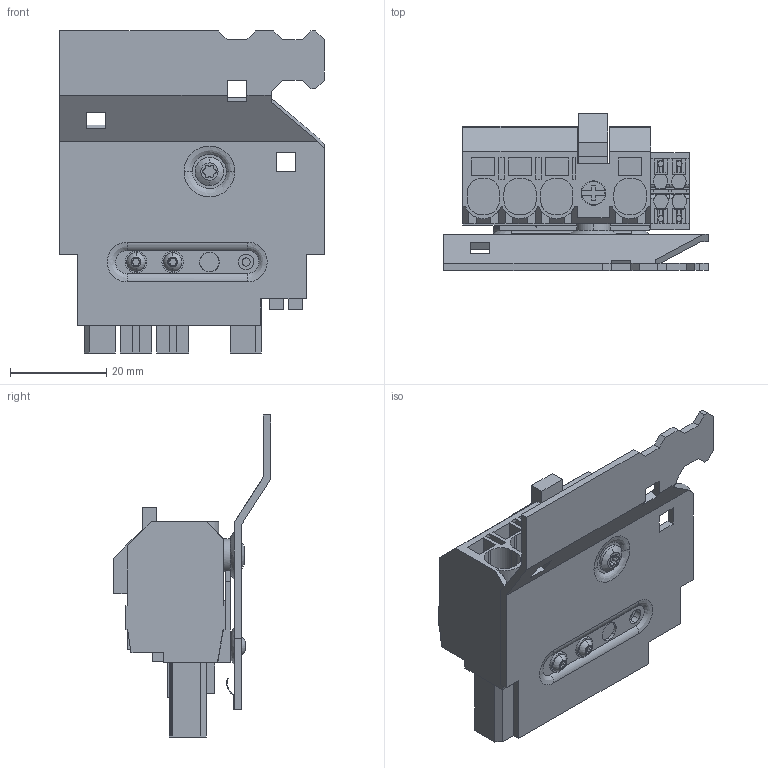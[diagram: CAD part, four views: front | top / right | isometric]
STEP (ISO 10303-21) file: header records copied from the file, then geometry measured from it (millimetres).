
FILE_DESCRIPTION(('CATIA V5 STEP','CAx-IF Rec.Pracs.--- Model Styling and Organization---1.4--- 2014-01-23'),'2;1');
FILE_NAME ('246095-2_1_2614040000_2614040000.stp','2023-09-11T07:30:07+00:00',('none'),('Weidmueller'),'CATIA Version 5-6 Release 2016 SP3 HF44','CATIA V5 STEP AP214','none');
FILE_SCHEMA(('AUTOMOTIVE_DESIGN { 1 0 10303 214 1 1 1 1 }'));
Length unit declared in the file: millimetre
Products named in the file (1): 2614040000
Bounding box: 55 x 32.65 x 66.9 mm (x, y, z)
Volume: 28851.4 mm3; surface area: 21052.1 mm2
Topology: 12 solids, 12 shells, 928 faces, 2695 edges, 1835 vertices
Faces by surface type: plane 730, cylinder 141, bspline 44, cone 6, sphere 6, torus 1
Entity records: 34431 total; most frequent: CARTESIAN_POINT 10745, ORIENTED_EDGE 5390, DIRECTION 3644, EDGE_CURVE 2695, VECTOR 2095, LINE 2095, VERTEX_POINT 1835, EDGE_LOOP 1004
